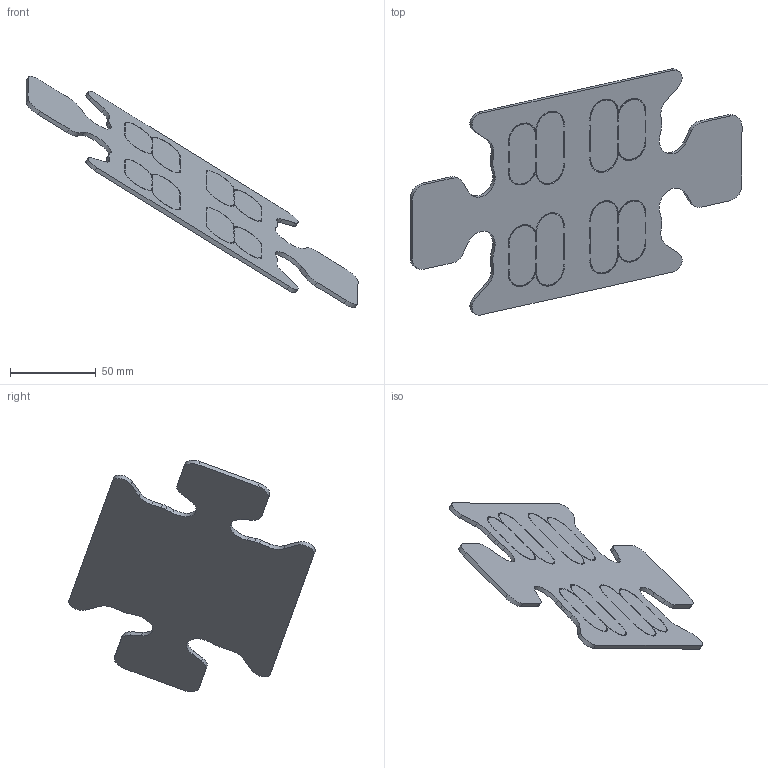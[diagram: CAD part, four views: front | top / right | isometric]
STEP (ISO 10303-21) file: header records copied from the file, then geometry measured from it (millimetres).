
FILE_DESCRIPTION(('CATIA V5 STEP Exchange'),'2;1');
FILE_NAME('F-BOX6.stp','2024-11-20T09:41:33+00:00',('none'),('none'),'CATIA Version 5-6 Release 2016 SP6','CATIA V5 STEP AP203','none');
FILE_SCHEMA(('CONFIG_CONTROL_DESIGN'));
Length unit declared in the file: millimetre
Products named in the file (1): STP
Assembly tree (1 placements, depth 2):
  STP
    #57
Bounding box: 193.51 x 143.68 x 134.87 mm (x, y, z)
Volume: 50348.2 mm3; surface area: 43034.5 mm2
Topology: 1 solids, 1 shells, 378 faces, 868 edges, 512 vertices
Faces by surface type: cylinder 184, plane 154, torus 40
Entity records: 9738 total; most frequent: CARTESIAN_POINT 2083, ORIENTED_EDGE 1736, DIRECTION 1218, EDGE_CURVE 868, VECTOR 540, LINE 540, VERTEX_POINT 512, AXIS2_PLACEMENT_3D 455
